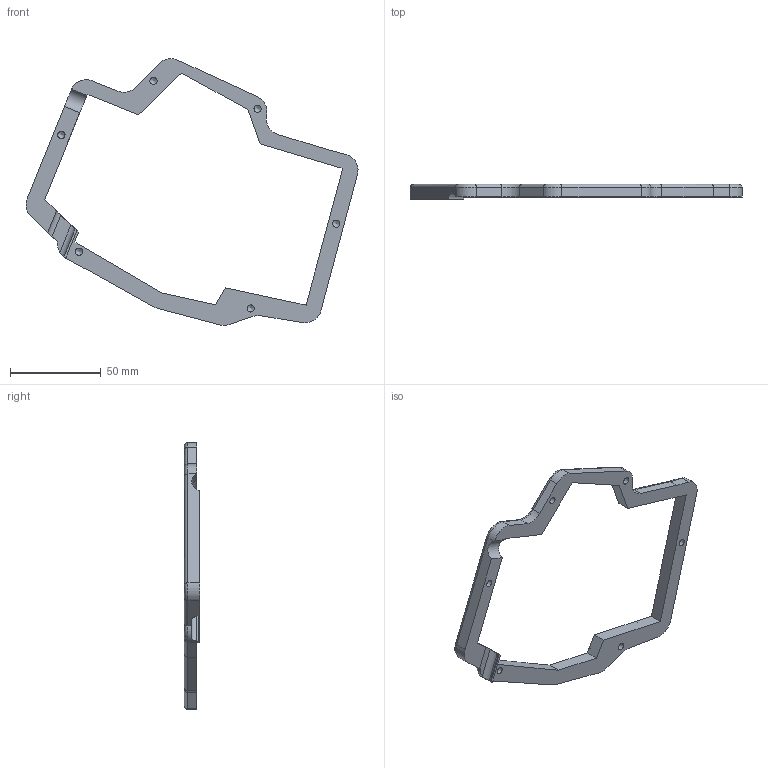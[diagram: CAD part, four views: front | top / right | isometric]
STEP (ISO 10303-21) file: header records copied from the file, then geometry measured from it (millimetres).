
FILE_DESCRIPTION(/* description */ ('STEP AP242','CAx-IF Rec.Pracs.---Representation and Presentation of Product Manufacturing Information (PMI)---4.0---2014-10-13','CAx-IF Rec.Pracs.---3D Tessellated Geometry---0.4---2014-09-14','2;1'),/* implementation_level */ '2;1');
FILE_NAME(/* name */ '3D printed parts - Right Case Top',/* time_stamp */ '2025-03-15T20:37:23Z',/* author */ (''),/* organization */ (''),/* preprocessor_version */ 'ST-DEVELOPER v20',/* originating_system */ 'ONSHAPE BY PTC INC, 1.195',/* authorisation */ ' ');
FILE_SCHEMA (('AP242_MANAGED_MODEL_BASED_3D_ENGINEERING_MIM_LF { 1 0 10303 442 1 1 4 }'));
Length unit declared in the file: metre
Products named in the file (1): Right Case Top
Bounding box: 182.94 x 8.5 x 146.97 mm (x, y, z)
Volume: 32786.6 mm3; surface area: 17092.5 mm2
Topology: 1 solids, 1 shells, 245 faces, 676 edges, 442 vertices
Faces by surface type: plane 138, bspline 48, cylinder 40, torus 13, cone 6
Full cylindrical faces by diameter (mm): 4 x6
Entity records: 7792 total; most frequent: CARTESIAN_POINT 1905, ORIENTED_EDGE 1304, DIRECTION 1037, EDGE_CURVE 652, LINE 447, VECTOR 447, VERTEX_POINT 436, AXIS2_PLACEMENT_3D 295
